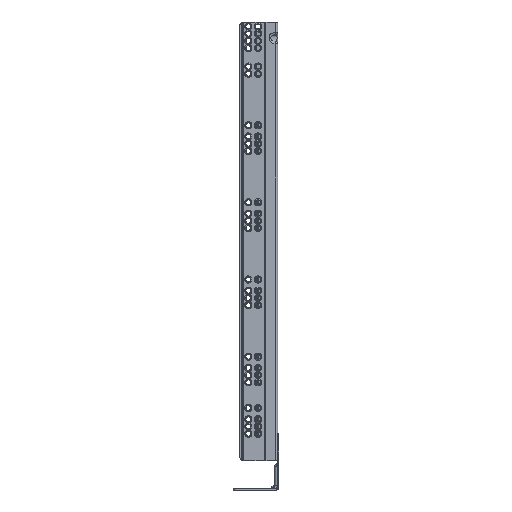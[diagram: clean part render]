
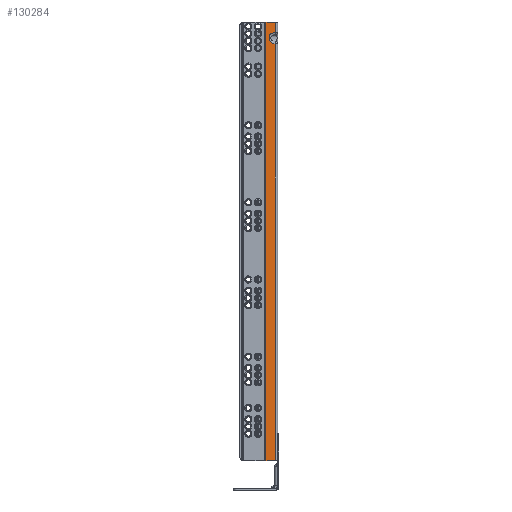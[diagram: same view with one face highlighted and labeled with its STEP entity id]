
A CAD part, left-side view. The second image highlights one B-rep face of the part: STEP entity #130284.
In plain terms, the highlighted planar face has unit normal (-1, 0, 0).
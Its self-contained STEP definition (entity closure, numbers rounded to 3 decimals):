
#293 = VECTOR ( 'NONE', #71741, 1000. ) ;
#515 = VERTEX_POINT ( 'NONE', #131131 ) ;
#1057 = ORIENTED_EDGE ( 'NONE', *, *, #107685, .T. ) ;
#4849 = VERTEX_POINT ( 'NONE', #105033 ) ;
#15128 =( BOUNDED_CURVE ( )  B_SPLINE_CURVE ( 3, ( #92614, #81481, #112803, #47874 ),
 .UNSPECIFIED., .F., .F. ) 
 B_SPLINE_CURVE_WITH_KNOTS ( ( 4, 4 ),
 ( 4.776, 6.283 ),
 .UNSPECIFIED. ) 
 CURVE ( )  GEOMETRIC_REPRESENTATION_ITEM ( )  RATIONAL_B_SPLINE_CURVE ( ( 1., 0.82, 0.82, 1. ) ) 
 REPRESENTATION_ITEM ( '' )  );
#18767 = LINE ( 'NONE', #76150, #74277 ) ;
#20232 = CARTESIAN_POINT ( 'NONE',  ( 0., -12.443, 0. ) ) ;
#21170 = CARTESIAN_POINT ( 'NONE',  ( 0., -12.443, -546. ) ) ;
#22630 = EDGE_CURVE ( 'NONE', #122297, #4849, #18767, .T. ) ;
#27624 = CARTESIAN_POINT ( 'NONE',  ( 0., -12.443, 0. ) ) ;
#31051 = VERTEX_POINT ( 'NONE', #63489 ) ;
#33101 = LINE ( 'NONE', #65942, #124175 ) ;
#33297 = ORIENTED_EDGE ( 'NONE', *, *, #105116, .T. ) ;
#34522 = ORIENTED_EDGE ( 'NONE', *, *, #84552, .T. ) ;
#35059 = LINE ( 'NONE', #20232, #67857 ) ;
#38394 = CARTESIAN_POINT ( 'NONE',  ( 0., -24.2, -26.988 ) ) ;
#40387 = LINE ( 'NONE', #143953, #121185 ) ;
#44264 = DIRECTION ( 'NONE',  ( 0., 0., 1. ) ) ;
#45919 = ORIENTED_EDGE ( 'NONE', *, *, #110284, .F. ) ;
#47874 = CARTESIAN_POINT ( 'NONE',  ( 0., -16.257, -21. ) ) ;
#49340 = CARTESIAN_POINT ( 'NONE',  ( 0., -16.257, -19. ) ) ;
#49846 = AXIS2_PLACEMENT_3D ( 'NONE', #69698, #127010, #83036 ) ;
#53070 = DIRECTION ( 'NONE',  ( 0., 0., 1. ) ) ;
#53674 = CARTESIAN_POINT ( 'NONE',  ( 0., -24.2, -13.012 ) ) ;
#59191 = FACE_OUTER_BOUND ( 'NONE', #118524, .T. ) ;
#63489 = CARTESIAN_POINT ( 'NONE',  ( 0., -16.257, -19. ) ) ;
#64220 = EDGE_CURVE ( 'NONE', #78068, #515, #33101, .T. ) ;
#65942 = CARTESIAN_POINT ( 'NONE',  ( 0., -24.2, -546. ) ) ;
#66321 = CARTESIAN_POINT ( 'NONE',  ( 0., -19.488, -13.226 ) ) ;
#67857 = VECTOR ( 'NONE', #111126, 1000. ) ;
#68144 = LINE ( 'NONE', #21170, #98417 ) ;
#69698 = CARTESIAN_POINT ( 'NONE',  ( 0., -12.443, -546. ) ) ;
#71741 = DIRECTION ( 'NONE',  ( 0., 0., 1. ) ) ;
#74277 = VECTOR ( 'NONE', #89559, 1000. ) ;
#75103 = ORIENTED_EDGE ( 'NONE', *, *, #82774, .T. ) ;
#76150 = CARTESIAN_POINT ( 'NONE',  ( 0., -12.443, -546. ) ) ;
#76806 = CARTESIAN_POINT ( 'NONE',  ( 0., -16.257, -19. ) ) ;
#77570 = ORIENTED_EDGE ( 'NONE', *, *, #22630, .T. ) ;
#78068 = VERTEX_POINT ( 'NONE', #90592 ) ;
#78244 = ORIENTED_EDGE ( 'NONE', *, *, #64220, .T. ) ;
#79061 = EDGE_CURVE ( 'NONE', #120509, #515, #35059, .T. ) ;
#81481 = CARTESIAN_POINT ( 'NONE',  ( 0., -19.488, -26.774 ) ) ;
#82205 = VERTEX_POINT ( 'NONE', #38394 ) ;
#82774 = EDGE_CURVE ( 'NONE', #4849, #82205, #40387, .T. ) ;
#83036 = DIRECTION ( 'NONE',  ( 0., 0., 1. ) ) ;
#83433 =( BOUNDED_CURVE ( )  B_SPLINE_CURVE ( 3, ( #76806, #145252, #66321, #53674 ),
 .UNSPECIFIED., .F., .F. ) 
 B_SPLINE_CURVE_WITH_KNOTS ( ( 4, 4 ),
 ( 3.142, 4.648 ),
 .UNSPECIFIED. ) 
 CURVE ( )  GEOMETRIC_REPRESENTATION_ITEM ( )  RATIONAL_B_SPLINE_CURVE ( ( 1., 0.82, 0.82, 1. ) ) 
 REPRESENTATION_ITEM ( '' )  );
#84552 = EDGE_CURVE ( 'NONE', #31051, #78068, #83433, .T. ) ;
#89559 = DIRECTION ( 'NONE',  ( 0., -1., 0. ) ) ;
#90592 = CARTESIAN_POINT ( 'NONE',  ( 0., -24.2, -13.012 ) ) ;
#92614 = CARTESIAN_POINT ( 'NONE',  ( 0., -24.2, -26.988 ) ) ;
#92735 = VERTEX_POINT ( 'NONE', #145107 ) ;
#98417 = VECTOR ( 'NONE', #44264, 1000. ) ;
#105033 = CARTESIAN_POINT ( 'NONE',  ( 0., -24.2, -546. ) ) ;
#105116 = EDGE_CURVE ( 'NONE', #82205, #92735, #15128, .T. ) ;
#107685 = EDGE_CURVE ( 'NONE', #92735, #31051, #142378, .T. ) ;
#110284 = EDGE_CURVE ( 'NONE', #122297, #120509, #68144, .T. ) ;
#111126 = DIRECTION ( 'NONE',  ( 0., -1., 0. ) ) ;
#112803 = CARTESIAN_POINT ( 'NONE',  ( 0., -16.257, -24.339 ) ) ;
#113702 = ORIENTED_EDGE ( 'NONE', *, *, #79061, .F. ) ;
#118524 = EDGE_LOOP ( 'NONE', ( #75103, #33297, #1057, #34522, #78244, #113702, #45919, #77570 ) ) ;
#120509 = VERTEX_POINT ( 'NONE', #27624 ) ;
#121185 = VECTOR ( 'NONE', #53070, 1000. ) ;
#122297 = VERTEX_POINT ( 'NONE', #127870 ) ;
#124175 = VECTOR ( 'NONE', #136665, 1000. ) ;
#126275 = PLANE ( 'NONE',  #49846 ) ;
#127010 = DIRECTION ( 'NONE',  ( -1., 0., 0. ) ) ;
#127870 = CARTESIAN_POINT ( 'NONE',  ( 0., -12.443, -546. ) ) ;
#130284 = ADVANCED_FACE ( 'NONE', ( #59191 ), #126275, .T. ) ;
#131131 = CARTESIAN_POINT ( 'NONE',  ( 0., -24.2, 0. ) ) ;
#136665 = DIRECTION ( 'NONE',  ( 0., 0., 1. ) ) ;
#142378 = LINE ( 'NONE', #49340, #293 ) ;
#143953 = CARTESIAN_POINT ( 'NONE',  ( 0., -24.2, -546. ) ) ;
#145107 = CARTESIAN_POINT ( 'NONE',  ( 0., -16.257, -21. ) ) ;
#145252 = CARTESIAN_POINT ( 'NONE',  ( 0., -16.257, -15.661 ) ) ;
